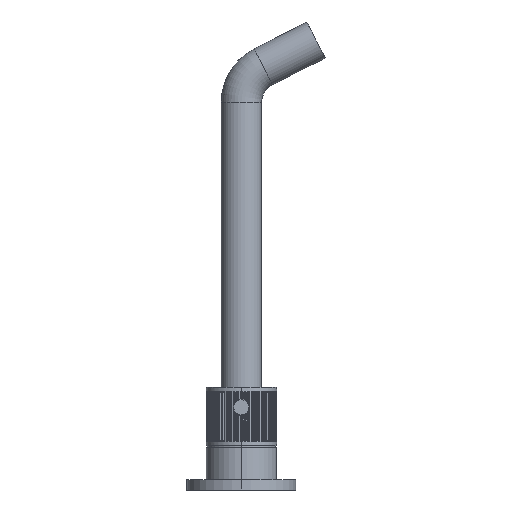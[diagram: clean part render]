
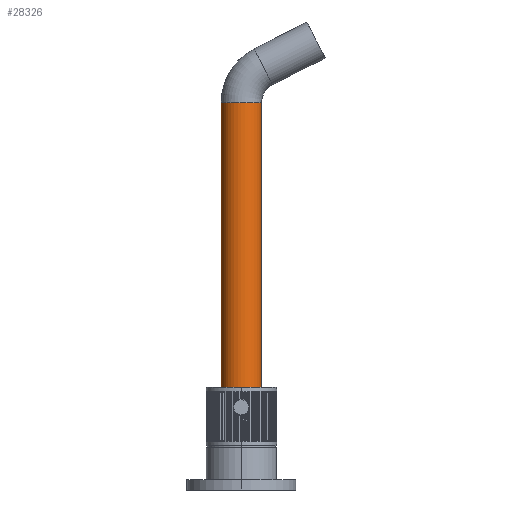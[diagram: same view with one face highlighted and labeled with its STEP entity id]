
A CAD part, left-side view. The second image highlights one B-rep face of the part: STEP entity #28326.
In plain terms, the highlighted cylindrical face has radius 10 mm (diameter 20 mm), a partial arc.
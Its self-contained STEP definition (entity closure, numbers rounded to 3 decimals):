
#312 = EDGE_CURVE ( 'NONE', #34972, #27586, #32237, .T. ) ;
#1123 = DIRECTION ( 'NONE',  ( 1., 0., 0. ) ) ;
#4557 = AXIS2_PLACEMENT_3D ( 'NONE', #20660, #32292, #28863 ) ;
#5805 = VECTOR ( 'NONE', #31463, 1000. ) ;
#6666 = DIRECTION ( 'NONE',  ( 0., 0., 1. ) ) ;
#8136 = LINE ( 'NONE', #19826, #5805 ) ;
#8965 = FACE_OUTER_BOUND ( 'NONE', #25286, .T. ) ;
#9561 = CARTESIAN_POINT ( 'NONE',  ( 0., 0., 188.892 ) ) ;
#9757 = CARTESIAN_POINT ( 'NONE',  ( 0., -10., 188.892 ) ) ;
#9916 = CARTESIAN_POINT ( 'NONE',  ( 0., 0., 0. ) ) ;
#11354 = CIRCLE ( 'NONE', #24830, 10. ) ;
#12944 = ORIENTED_EDGE ( 'NONE', *, *, #30165, .T. ) ;
#15688 = DIRECTION ( 'NONE',  ( 0., 0., 1. ) ) ;
#16262 = VERTEX_POINT ( 'NONE', #24668 ) ;
#16780 = ORIENTED_EDGE ( 'NONE', *, *, #34400, .F. ) ;
#17212 = CYLINDRICAL_SURFACE ( 'NONE', #4557, 10. ) ;
#19602 = VERTEX_POINT ( 'NONE', #34996 ) ;
#19826 = CARTESIAN_POINT ( 'NONE',  ( 0., -10., 0. ) ) ;
#20660 = CARTESIAN_POINT ( 'NONE',  ( 0., 0., 0. ) ) ;
#21879 = AXIS2_PLACEMENT_3D ( 'NONE', #9561, #15688, #30574 ) ;
#21957 = CARTESIAN_POINT ( 'NONE',  ( 0., 10., 188.892 ) ) ;
#23269 = ORIENTED_EDGE ( 'NONE', *, *, #34354, .T. ) ;
#24459 = DIRECTION ( 'NONE',  ( 0., 0., 1. ) ) ;
#24668 = CARTESIAN_POINT ( 'NONE',  ( 0., 10., 0. ) ) ;
#24830 = AXIS2_PLACEMENT_3D ( 'NONE', #9916, #6666, #1123 ) ;
#25286 = EDGE_LOOP ( 'NONE', ( #16780, #23269, #12944, #25850 ) ) ;
#25850 = ORIENTED_EDGE ( 'NONE', *, *, #312, .F. ) ;
#26033 = VECTOR ( 'NONE', #24459, 1000. ) ;
#26947 = CARTESIAN_POINT ( 'NONE',  ( 0., 10., 0. ) ) ;
#27586 = VERTEX_POINT ( 'NONE', #9757 ) ;
#28326 = ADVANCED_FACE ( 'NONE', ( #8965 ), #17212, .T. ) ;
#28863 = DIRECTION ( 'NONE',  ( 0., -1., 0. ) ) ;
#30165 = EDGE_CURVE ( 'NONE', #19602, #27586, #8136, .T. ) ;
#30574 = DIRECTION ( 'NONE',  ( 1., 0., 0. ) ) ;
#31463 = DIRECTION ( 'NONE',  ( 0., 0., 1. ) ) ;
#32237 = CIRCLE ( 'NONE', #21879, 10. ) ;
#32292 = DIRECTION ( 'NONE',  ( 0., 0., 1. ) ) ;
#34354 = EDGE_CURVE ( 'NONE', #16262, #19602, #11354, .T. ) ;
#34400 = EDGE_CURVE ( 'NONE', #16262, #34972, #35551, .T. ) ;
#34972 = VERTEX_POINT ( 'NONE', #21957 ) ;
#34996 = CARTESIAN_POINT ( 'NONE',  ( 0., -10., 0. ) ) ;
#35551 = LINE ( 'NONE', #26947, #26033 ) ;
